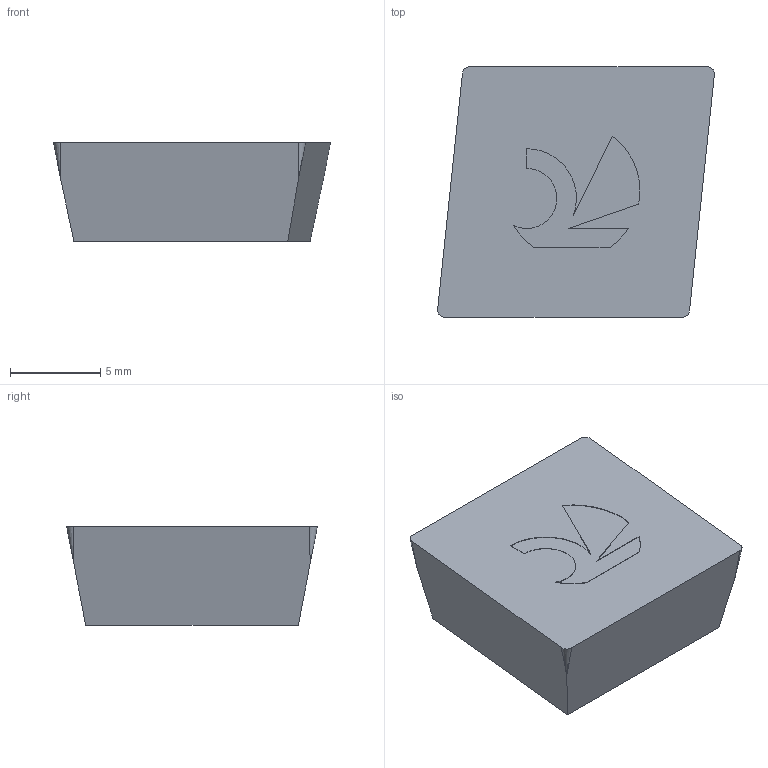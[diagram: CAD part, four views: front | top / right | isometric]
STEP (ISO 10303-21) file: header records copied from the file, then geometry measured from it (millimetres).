
FILE_DESCRIPTION(('no description'),'unknown implementation level');
FILE_NAME('solidBUnbhLL1ZpYeIz1OAjKaFwkFiwo_1.STP',' ',('CIM GmbH Aachen'),('CADClick - KiM GmbH - www.kimweb.de'),'unknown preprocess','ACIS','unknown authorization');
FILE_SCHEMA(('automotive_design'));
Length unit declared in the file: millimetre
Products named in the file (1): 1
Bounding box: 15.37 x 13.92 x 5.46 mm (x, y, z)
Volume: 909.1 mm3; surface area: 622.7 mm2
Topology: 1 solids, 1 shells, 22 faces, 61 edges, 38 vertices
Faces by surface type: plane 12, cylinder 6, cone 4
Entity records: 1362 total; most frequent: DIRECTION 123, CARTESIAN_POINT 120, STYLED_ITEM 118, PRESENTATION_STYLE_ASSIGNMENT 118, COLOUR_RGB 118, ORIENTED_EDGE 114, EDGE_CURVE 57, CURVE_STYLE 57
